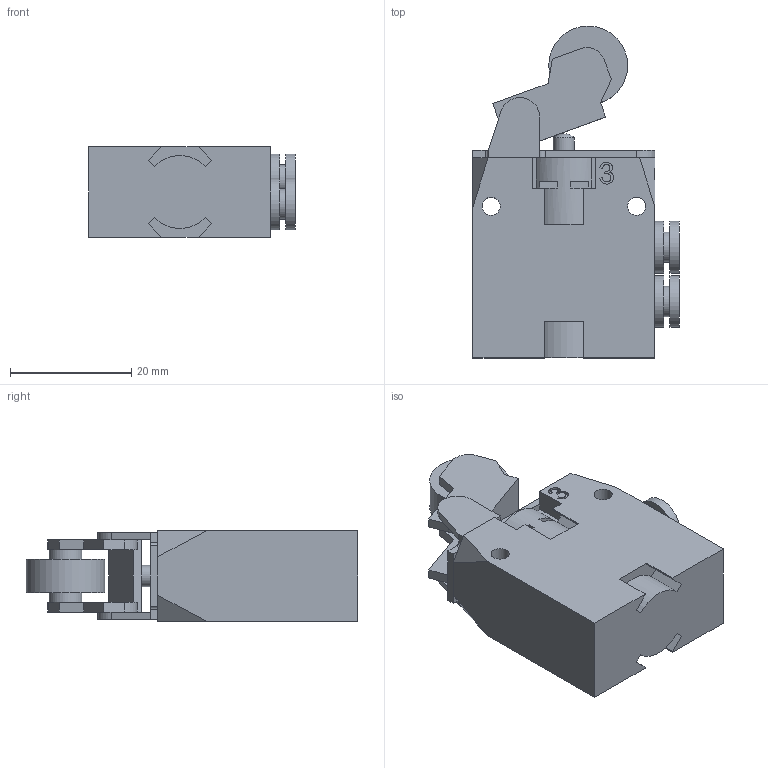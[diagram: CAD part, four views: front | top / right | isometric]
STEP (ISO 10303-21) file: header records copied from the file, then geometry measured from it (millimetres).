
FILE_DESCRIPTION( ( 'STEP AP214' ), '1' );
FILE_NAME( '104.32.2.1_1.LA.stp', '2021-06-14T13:53:02', ( 'License CC BY-ND 4.0' ), ( 'CADENAS' ), ' ', 'PARTsolutions', ' ' );
FILE_SCHEMA( ( 'AUTOMOTIVE_DESIGN { 1 0 10303 214 1 1 1 1 }' ) );
Length unit declared in the file: millimetre
Products named in the file (3): 104.32.2.1/1.LA; _104.32.0.1.L.A; _104.2.1/1
Assembly tree (2 placements, depth 2):
  104.32.2.1/1.LA
    _104.32.0.1.L.A
    _104.2.1/1
Bounding box: 34 x 54.73 x 15 mm (x, y, z)
Volume: 15976.3 mm3; surface area: 7679.2 mm2
Topology: 2 solids, 2 shells, 245 faces, 666 edges, 439 vertices
Faces by surface type: plane 158, cylinder 86, sphere 1
Full cylindrical faces by diameter (mm): 2.45 x4, 3 x2, 3.3 x2, 3.5 x1, 4 x2, 5 x2, 5.4 x2, 8.5 x4, 13 x1
Entity records: 9720 total; most frequent: CARTESIAN_POINT 1465, DIRECTION 1308, ORIENTED_EDGE 1264, EDGE_CURVE 632, LINE 444, VECTOR 444, AXIS2_PLACEMENT_3D 432, VERTEX_POINT 429
